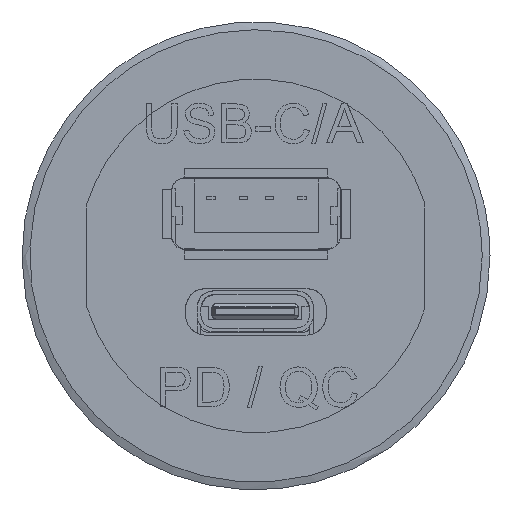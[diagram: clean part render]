
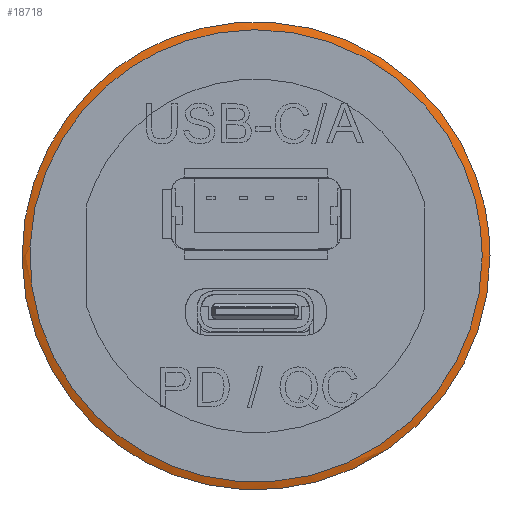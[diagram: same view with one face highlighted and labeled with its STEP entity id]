
A CAD part, top view. The second image highlights one B-rep face of the part: STEP entity #18718.
In plain terms, the highlighted free-form (B-spline) face has degree [2, 2] with [9, 3] control points.
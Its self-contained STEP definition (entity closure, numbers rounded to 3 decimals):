
#18027 = EDGE_CURVE('',#18028,#18028,#18030,.T.);
#18028 = VERTEX_POINT('',#18029);
#18029 = CARTESIAN_POINT('',(23.31,0.,0.));
#18030 = ( BOUNDED_CURVE() B_SPLINE_CURVE(2,(#18031,#18032,#18033,#18034
    ,#18035,#18036,#18037),.UNSPECIFIED.,.T.,.F.) 
B_SPLINE_CURVE_WITH_KNOTS((3,2,2,3),(3.142,5.236,
7.33,9.425),.PIECEWISE_BEZIER_KNOTS.) CURVE() 
GEOMETRIC_REPRESENTATION_ITEM() RATIONAL_B_SPLINE_CURVE((1.,0.5,1.,0.5,
1.,0.5,1.)) REPRESENTATION_ITEM('') );
#18031 = CARTESIAN_POINT('',(23.31,0.,0.));
#18032 = CARTESIAN_POINT('',(23.31,-40.374,0.));
#18033 = CARTESIAN_POINT('',(-11.655,-20.187,0.));
#18034 = CARTESIAN_POINT('',(-46.619,0.,0.));
#18035 = CARTESIAN_POINT('',(-11.655,20.187,0.));
#18036 = CARTESIAN_POINT('',(23.31,40.374,0.));
#18037 = CARTESIAN_POINT('',(23.31,0.,0.));
#18718 = ADVANCED_FACE('',(#18719),#18741,.T.);
#18719 = FACE_BOUND('',#18720,.T.);
#18720 = EDGE_LOOP('',(#18721,#18722,#18730,#18740));
#18721 = ORIENTED_EDGE('',*,*,#18027,.T.);
#18722 = ORIENTED_EDGE('',*,*,#18723,.T.);
#18723 = EDGE_CURVE('',#18028,#18724,#18726,.T.);
#18724 = VERTEX_POINT('',#18725);
#18725 = CARTESIAN_POINT('',(24.113,0.,
    -0.268));
#18726 = ( BOUNDED_CURVE() B_SPLINE_CURVE(2,(#18727,#18728,#18729),
.UNSPECIFIED.,.F.,.F.) B_SPLINE_CURVE_WITH_KNOTS((3,3),(4.712,
5.356),.PIECEWISE_BEZIER_KNOTS.) CURVE() 
GEOMETRIC_REPRESENTATION_ITEM() RATIONAL_B_SPLINE_CURVE((1.,
0.949,1.)) REPRESENTATION_ITEM('') );
#18727 = CARTESIAN_POINT('',(23.31,0.,0.));
#18728 = CARTESIAN_POINT('',(23.756,0.,
    0.));
#18729 = CARTESIAN_POINT('',(24.113,0.,
    -0.268));
#18730 = ORIENTED_EDGE('',*,*,#18731,.F.);
#18731 = EDGE_CURVE('',#18724,#18724,#18732,.T.);
#18732 = ( BOUNDED_CURVE() B_SPLINE_CURVE(2,(#18733,#18734,#18735,#18736
    ,#18737,#18738,#18739),.UNSPECIFIED.,.T.,.F.) 
B_SPLINE_CURVE_WITH_KNOTS((1,2,2,2,2,1),(-2.094,0.,
    2.094,4.189,6.283,8.378),
.UNSPECIFIED.) CURVE() GEOMETRIC_REPRESENTATION_ITEM() 
RATIONAL_B_SPLINE_CURVE((1.,0.5,1.,0.5,1.,0.5,1.)) REPRESENTATION_ITEM(
  '') );
#18733 = CARTESIAN_POINT('',(24.113,0.,-0.268));
#18734 = CARTESIAN_POINT('',(24.113,-41.766,
    -0.268));
#18735 = CARTESIAN_POINT('',(-12.057,-20.883,
    -0.268));
#18736 = CARTESIAN_POINT('',(-48.227,0.,
    -0.268));
#18737 = CARTESIAN_POINT('',(-12.057,20.883,
    -0.268));
#18738 = CARTESIAN_POINT('',(24.113,41.766,
    -0.268));
#18739 = CARTESIAN_POINT('',(24.113,0.,-0.268));
#18740 = ORIENTED_EDGE('',*,*,#18723,.F.);
#18741 = ( BOUNDED_SURFACE() B_SPLINE_SURFACE(2,2,(
    (#18742,#18743,#18744)
    ,(#18745,#18746,#18747)
    ,(#18748,#18749,#18750)
    ,(#18751,#18752,#18753)
    ,(#18754,#18755,#18756)
    ,(#18757,#18758,#18759)
    ,(#18760,#18761,#18762)
    ,(#18763,#18764,#18765)
    ,(#18766,#18767,#18768
)),.UNSPECIFIED.,.T.,.F.,.F.) B_SPLINE_SURFACE_WITH_KNOTS((3,2,2,2,3),(3
    ,3),(-3.142,-2.094,0.,2.094,3.142)
  ,(0.927,1.571),.UNSPECIFIED.) 
GEOMETRIC_REPRESENTATION_ITEM() RATIONAL_B_SPLINE_SURFACE((
    (0.75,0.712,0.75)
    ,(0.75,0.712,0.75)
    ,(1.,0.949,1.)
    ,(0.5,0.474,0.5)
    ,(1.,0.949,1.)
    ,(0.5,0.474,0.5)
    ,(1.,0.949,1.)
    ,(0.75,0.712,0.75)
,(0.75,0.712,0.75))) REPRESENTATION_ITEM('') SURFACE() );
#18742 = CARTESIAN_POINT('',(24.113,0.,
    -0.268));
#18743 = CARTESIAN_POINT('',(23.756,0.,0.));
#18744 = CARTESIAN_POINT('',(23.31,0.,0.));
#18745 = CARTESIAN_POINT('',(24.113,13.922,
    -0.268));
#18746 = CARTESIAN_POINT('',(23.756,13.716,0.));
#18747 = CARTESIAN_POINT('',(23.31,13.458,0.));
#18748 = CARTESIAN_POINT('',(12.057,20.883,
    -0.268));
#18749 = CARTESIAN_POINT('',(11.878,20.574,0.));
#18750 = CARTESIAN_POINT('',(11.655,20.187,0.));
#18751 = CARTESIAN_POINT('',(-24.113,41.766,
    -0.268));
#18752 = CARTESIAN_POINT('',(-23.756,41.147,0.));
#18753 = CARTESIAN_POINT('',(-23.31,40.374,0.));
#18754 = CARTESIAN_POINT('',(-24.113,0.,-0.268));
#18755 = CARTESIAN_POINT('',(-23.756,0.,0.));
#18756 = CARTESIAN_POINT('',(-23.31,0.,0.));
#18757 = CARTESIAN_POINT('',(-24.113,-41.766,
    -0.268));
#18758 = CARTESIAN_POINT('',(-23.756,-41.147,0.));
#18759 = CARTESIAN_POINT('',(-23.31,-40.374,0.));
#18760 = CARTESIAN_POINT('',(12.057,-20.883,
    -0.268));
#18761 = CARTESIAN_POINT('',(11.878,-20.574,0.));
#18762 = CARTESIAN_POINT('',(11.655,-20.187,0.));
#18763 = CARTESIAN_POINT('',(24.113,-13.922,
    -0.268));
#18764 = CARTESIAN_POINT('',(23.756,-13.716,0.));
#18765 = CARTESIAN_POINT('',(23.31,-13.458,0.));
#18766 = CARTESIAN_POINT('',(24.113,0.,
    -0.268));
#18767 = CARTESIAN_POINT('',(23.756,0.,0.));
#18768 = CARTESIAN_POINT('',(23.31,0.,0.));
